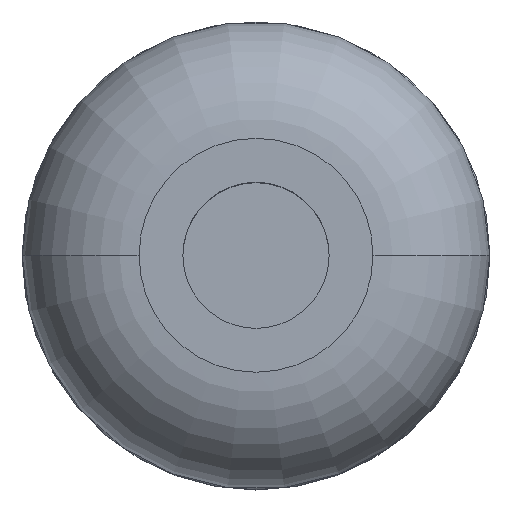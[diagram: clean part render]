
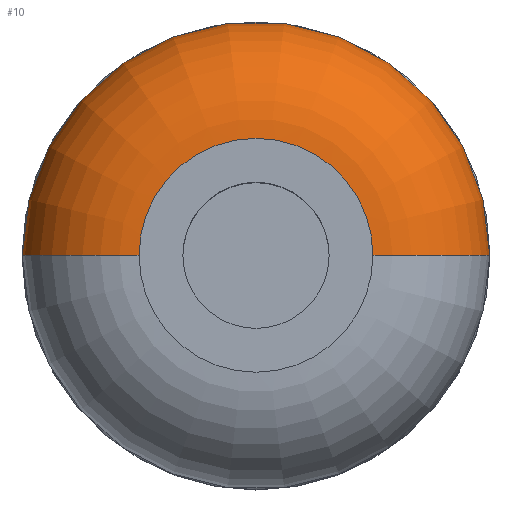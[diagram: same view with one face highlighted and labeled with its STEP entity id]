
A CAD part, top view. The second image highlights one B-rep face of the part: STEP entity #10.
In plain terms, the highlighted toroidal (fillet/blend) face has major radius 4 mm and minor radius 4 mm.
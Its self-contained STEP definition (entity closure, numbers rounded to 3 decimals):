
#10 = ADVANCED_FACE ( 'NONE', ( #472 ), #486, .T. ) ;
#12 = DIRECTION ( 'NONE',  ( 1., 0., 0. ) ) ;
#38 = DIRECTION ( 'NONE',  ( 0., 0., -1. ) ) ;
#80 = CARTESIAN_POINT ( 'NONE',  ( -4., 0., 16. ) ) ;
#96 = VERTEX_POINT ( 'NONE', #119 ) ;
#119 = CARTESIAN_POINT ( 'NONE',  ( 4., 0., 16. ) ) ;
#135 = VERTEX_POINT ( 'NONE', #350 ) ;
#139 = CARTESIAN_POINT ( 'NONE',  ( 0., 0., 12. ) ) ;
#152 = CIRCLE ( 'NONE', #483, 4. ) ;
#166 = CARTESIAN_POINT ( 'NONE',  ( -4., 0., 12. ) ) ;
#173 = DIRECTION ( 'NONE',  ( 0., 0., 1. ) ) ;
#191 = DIRECTION ( 'NONE',  ( 0., -1., 0. ) ) ;
#200 = CARTESIAN_POINT ( 'NONE',  ( 0., 0., 8.716 ) ) ;
#218 = ORIENTED_EDGE ( 'NONE', *, *, #385, .F. ) ;
#226 = EDGE_CURVE ( 'NONE', #135, #435, #466, .T. ) ;
#236 = EDGE_LOOP ( 'NONE', ( #356, #431, #239, #218 ) ) ;
#239 = ORIENTED_EDGE ( 'NONE', *, *, #292, .F. ) ;
#243 = CARTESIAN_POINT ( 'NONE',  ( 0., 0., 16. ) ) ;
#250 = AXIS2_PLACEMENT_3D ( 'NONE', #166, #317, #397 ) ;
#262 = CARTESIAN_POINT ( 'NONE',  ( -6.284, 0., 8.716 ) ) ;
#263 = AXIS2_PLACEMENT_3D ( 'NONE', #264, #191, #38 ) ;
#264 = CARTESIAN_POINT ( 'NONE',  ( 4., 0., 12. ) ) ;
#292 = EDGE_CURVE ( 'NONE', #96, #482, #152, .T. ) ;
#317 = DIRECTION ( 'NONE',  ( 0., 1., 0. ) ) ;
#325 = AXIS2_PLACEMENT_3D ( 'NONE', #200, #353, #12 ) ;
#341 = EDGE_CURVE ( 'NONE', #435, #482, #462, .T. ) ;
#350 = CARTESIAN_POINT ( 'NONE',  ( 6.284, 0., 8.716 ) ) ;
#353 = DIRECTION ( 'NONE',  ( 0., 0., 1. ) ) ;
#356 = ORIENTED_EDGE ( 'NONE', *, *, #226, .T. ) ;
#385 = EDGE_CURVE ( 'NONE', #135, #96, #441, .T. ) ;
#394 = DIRECTION ( 'NONE',  ( 0., 0., 1. ) ) ;
#397 = DIRECTION ( 'NONE',  ( -1., 0., 0. ) ) ;
#403 = DIRECTION ( 'NONE',  ( 1., 0., 0. ) ) ;
#416 = AXIS2_PLACEMENT_3D ( 'NONE', #139, #173, #403 ) ;
#431 = ORIENTED_EDGE ( 'NONE', *, *, #341, .T. ) ;
#435 = VERTEX_POINT ( 'NONE', #262 ) ;
#441 = CIRCLE ( 'NONE', #263, 4. ) ;
#462 = CIRCLE ( 'NONE', #250, 4. ) ;
#466 = CIRCLE ( 'NONE', #325, 6.284 ) ;
#472 = FACE_OUTER_BOUND ( 'NONE', #236, .T. ) ;
#480 = DIRECTION ( 'NONE',  ( 1., 0., 0. ) ) ;
#482 = VERTEX_POINT ( 'NONE', #80 ) ;
#483 = AXIS2_PLACEMENT_3D ( 'NONE', #243, #394, #480 ) ;
#486 = TOROIDAL_SURFACE ( 'NONE', #416, 4., 4. ) ;
